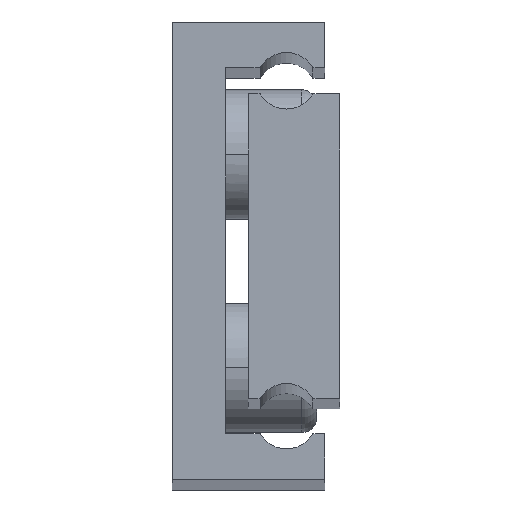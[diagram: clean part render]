
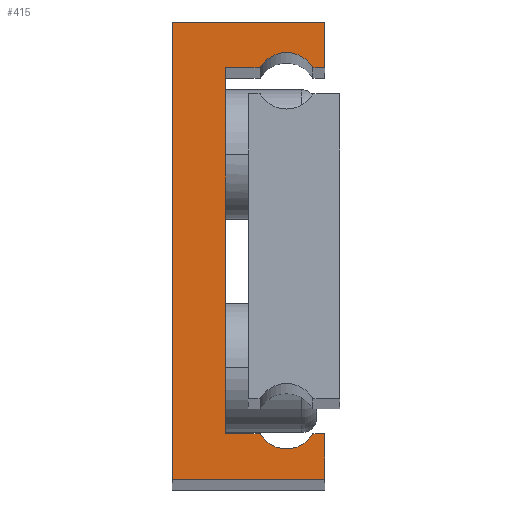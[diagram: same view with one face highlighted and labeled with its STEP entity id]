
A CAD part, top view. The second image highlights one B-rep face of the part: STEP entity #415.
In plain terms, the highlighted planar face has unit normal (0, 0, 1).
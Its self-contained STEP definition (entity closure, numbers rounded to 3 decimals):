
#2 = CARTESIAN_POINT ( 'NONE',  ( 10., 30., 200. ) ) ;
#45 = ORIENTED_EDGE ( 'NONE', *, *, #595, .T. ) ;
#90 = DIRECTION ( 'NONE',  ( 0., 1., 0. ) ) ;
#167 = VECTOR ( 'NONE', #1442, 1000. ) ;
#186 = CARTESIAN_POINT ( 'NONE',  ( 5.768, 3., 200. ) ) ;
#193 = VECTOR ( 'NONE', #2355, 1000. ) ;
#227 = ORIENTED_EDGE ( 'NONE', *, *, #2137, .T. ) ;
#280 = VECTOR ( 'NONE', #90, 1000. ) ;
#316 = CARTESIAN_POINT ( 'NONE',  ( 7.5, 26., 200. ) ) ;
#356 = CARTESIAN_POINT ( 'NONE',  ( 0., 30., 200. ) ) ;
#380 = EDGE_CURVE ( 'NONE', #2109, #1791, #598, .T. ) ;
#388 = PLANE ( 'NONE',  #2335 ) ;
#401 = VERTEX_POINT ( 'NONE', #1141 ) ;
#411 = VERTEX_POINT ( 'NONE', #186 ) ;
#415 = ADVANCED_FACE ( 'NONE', ( #1537 ), #388, .F. ) ;
#457 = CARTESIAN_POINT ( 'NONE',  ( 5.768, 3., 200. ) ) ;
#462 = CARTESIAN_POINT ( 'NONE',  ( 5.768, 27., 200. ) ) ;
#463 = AXIS2_PLACEMENT_3D ( 'NONE', #316, #1677, #2376 ) ;
#480 = LINE ( 'NONE', #1062, #498 ) ;
#481 = VERTEX_POINT ( 'NONE', #1196 ) ;
#488 = VERTEX_POINT ( 'NONE', #1982 ) ;
#498 = VECTOR ( 'NONE', #1789, 1000. ) ;
#524 = ORIENTED_EDGE ( 'NONE', *, *, #380, .T. ) ;
#525 = VECTOR ( 'NONE', #1512, 1000. ) ;
#537 = VERTEX_POINT ( 'NONE', #1952 ) ;
#549 = EDGE_CURVE ( 'NONE', #1821, #401, #831, .T. ) ;
#567 = CARTESIAN_POINT ( 'NONE',  ( 0., 0., 200. ) ) ;
#595 = EDGE_CURVE ( 'NONE', #481, #2109, #1485, .T. ) ;
#598 = LINE ( 'NONE', #2439, #525 ) ;
#625 = VECTOR ( 'NONE', #1200, 1000. ) ;
#647 = CARTESIAN_POINT ( 'NONE',  ( 10., 30., 200. ) ) ;
#700 = LINE ( 'NONE', #1087, #2441 ) ;
#715 = CARTESIAN_POINT ( 'NONE',  ( 3.5, 3., 200. ) ) ;
#726 = CARTESIAN_POINT ( 'NONE',  ( 10., 0., 200. ) ) ;
#763 = VECTOR ( 'NONE', #1963, 1000. ) ;
#774 = CIRCLE ( 'NONE', #463, 2. ) ;
#782 = DIRECTION ( 'NONE',  ( 0., 0., -1. ) ) ;
#783 = EDGE_CURVE ( 'NONE', #488, #1139, #819, .T. ) ;
#819 = LINE ( 'NONE', #647, #280 ) ;
#831 = LINE ( 'NONE', #1577, #763 ) ;
#859 = LINE ( 'NONE', #1611, #983 ) ;
#865 = ORIENTED_EDGE ( 'NONE', *, *, #2022, .T. ) ;
#885 = DIRECTION ( 'NONE',  ( -1., 0., 0. ) ) ;
#972 = ORIENTED_EDGE ( 'NONE', *, *, #783, .T. ) ;
#983 = VECTOR ( 'NONE', #2369, 1000. ) ;
#1062 = CARTESIAN_POINT ( 'NONE',  ( 0., 30., 200. ) ) ;
#1079 = VERTEX_POINT ( 'NONE', #356 ) ;
#1086 = CARTESIAN_POINT ( 'NONE',  ( 0., 0., 200. ) ) ;
#1087 = CARTESIAN_POINT ( 'NONE',  ( 10., 3., 200. ) ) ;
#1139 = VERTEX_POINT ( 'NONE', #2 ) ;
#1141 = CARTESIAN_POINT ( 'NONE',  ( 3.5, 27., 200. ) ) ;
#1162 = DIRECTION ( 'NONE',  ( 0., 0., -1. ) ) ;
#1196 = CARTESIAN_POINT ( 'NONE',  ( 0., 0., 200. ) ) ;
#1200 = DIRECTION ( 'NONE',  ( 1., 0., 0. ) ) ;
#1252 = CIRCLE ( 'NONE', #2402, 2. ) ;
#1273 = EDGE_LOOP ( 'NONE', ( #227, #45, #524, #2226, #1942, #2092, #1738, #2346, #865, #1847, #972, #2120 ) ) ;
#1315 = VERTEX_POINT ( 'NONE', #462 ) ;
#1354 = CARTESIAN_POINT ( 'NONE',  ( 7.5, 4., 200. ) ) ;
#1356 = DIRECTION ( 'NONE',  ( 0., -1., 0. ) ) ;
#1359 = EDGE_CURVE ( 'NONE', #401, #1315, #2294, .T. ) ;
#1410 = VECTOR ( 'NONE', #1356, 1000. ) ;
#1431 = LINE ( 'NONE', #457, #193 ) ;
#1442 = DIRECTION ( 'NONE',  ( 1., 0., 0. ) ) ;
#1485 = LINE ( 'NONE', #1086, #167 ) ;
#1512 = DIRECTION ( 'NONE',  ( 0., 1., 0. ) ) ;
#1518 = LINE ( 'NONE', #567, #1410 ) ;
#1537 = FACE_OUTER_BOUND ( 'NONE', #1273, .T. ) ;
#1563 = CARTESIAN_POINT ( 'NONE',  ( 5.768, 27., 200. ) ) ;
#1577 = CARTESIAN_POINT ( 'NONE',  ( 3.5, 3., 200. ) ) ;
#1611 = CARTESIAN_POINT ( 'NONE',  ( 10., 27., 200. ) ) ;
#1656 = EDGE_CURVE ( 'NONE', #2213, #411, #1252, .T. ) ;
#1677 = DIRECTION ( 'NONE',  ( 0., 0., -1. ) ) ;
#1694 = EDGE_CURVE ( 'NONE', #411, #1821, #1431, .T. ) ;
#1720 = CARTESIAN_POINT ( 'NONE',  ( 7.5, 26., 200. ) ) ;
#1728 = CARTESIAN_POINT ( 'NONE',  ( 9.232, 3., 200. ) ) ;
#1738 = ORIENTED_EDGE ( 'NONE', *, *, #549, .T. ) ;
#1789 = DIRECTION ( 'NONE',  ( -1., 0., 0. ) ) ;
#1791 = VERTEX_POINT ( 'NONE', #1973 ) ;
#1821 = VERTEX_POINT ( 'NONE', #715 ) ;
#1847 = ORIENTED_EDGE ( 'NONE', *, *, #2399, .T. ) ;
#1934 = EDGE_CURVE ( 'NONE', #1791, #2213, #700, .T. ) ;
#1942 = ORIENTED_EDGE ( 'NONE', *, *, #1656, .T. ) ;
#1952 = CARTESIAN_POINT ( 'NONE',  ( 9.232, 27., 200. ) ) ;
#1963 = DIRECTION ( 'NONE',  ( 0., 1., 0. ) ) ;
#1973 = CARTESIAN_POINT ( 'NONE',  ( 10., 3., 200. ) ) ;
#1982 = CARTESIAN_POINT ( 'NONE',  ( 10., 27., 200. ) ) ;
#2022 = EDGE_CURVE ( 'NONE', #1315, #537, #774, .T. ) ;
#2092 = ORIENTED_EDGE ( 'NONE', *, *, #1694, .T. ) ;
#2109 = VERTEX_POINT ( 'NONE', #726 ) ;
#2120 = ORIENTED_EDGE ( 'NONE', *, *, #2365, .T. ) ;
#2137 = EDGE_CURVE ( 'NONE', #1079, #481, #1518, .T. ) ;
#2213 = VERTEX_POINT ( 'NONE', #1728 ) ;
#2226 = ORIENTED_EDGE ( 'NONE', *, *, #1934, .T. ) ;
#2274 = DIRECTION ( 'NONE',  ( -1., 0., 0. ) ) ;
#2294 = LINE ( 'NONE', #1563, #625 ) ;
#2333 = DIRECTION ( 'NONE',  ( 1., 0., 0. ) ) ;
#2335 = AXIS2_PLACEMENT_3D ( 'NONE', #1720, #1162, #2274 ) ;
#2346 = ORIENTED_EDGE ( 'NONE', *, *, #1359, .T. ) ;
#2355 = DIRECTION ( 'NONE',  ( -1., 0., 0. ) ) ;
#2365 = EDGE_CURVE ( 'NONE', #1139, #1079, #480, .T. ) ;
#2369 = DIRECTION ( 'NONE',  ( 1., 0., 0. ) ) ;
#2376 = DIRECTION ( 'NONE',  ( -1., 0., 0. ) ) ;
#2399 = EDGE_CURVE ( 'NONE', #537, #488, #859, .T. ) ;
#2402 = AXIS2_PLACEMENT_3D ( 'NONE', #1354, #782, #2333 ) ;
#2439 = CARTESIAN_POINT ( 'NONE',  ( 10., 0., 200. ) ) ;
#2441 = VECTOR ( 'NONE', #885, 1000. ) ;
